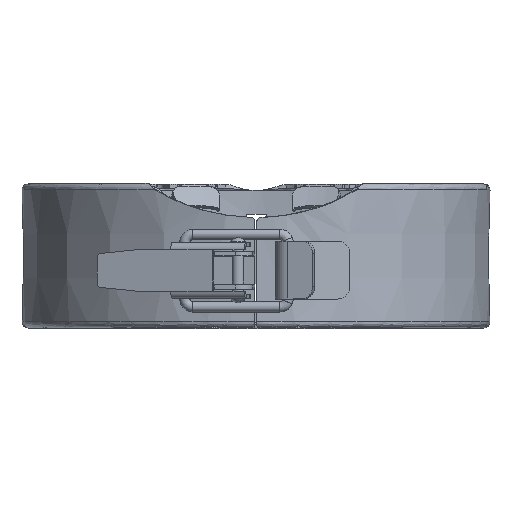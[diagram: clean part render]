
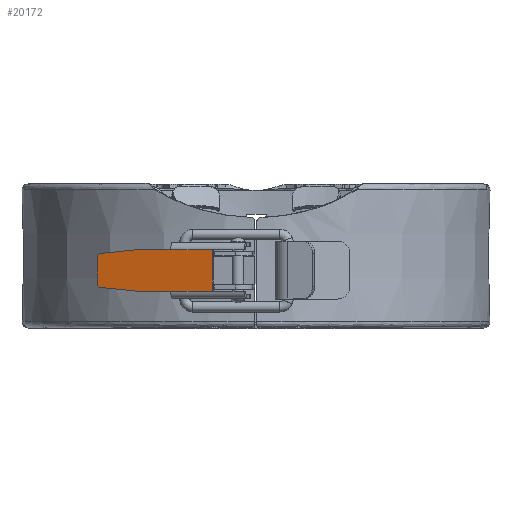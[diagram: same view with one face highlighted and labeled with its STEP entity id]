
A CAD part, top view. The second image highlights one B-rep face of the part: STEP entity #20172.
In plain terms, the highlighted planar face has unit normal (-0.276, 0, 0.961).
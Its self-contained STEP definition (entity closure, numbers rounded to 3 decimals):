
#145=PLANE('',#20941);
#411=CIRCLE('',#20942,1.);
#412=CIRCLE('',#20943,1.);
#1863=FACE_OUTER_BOUND('',#2956,.T.);
#2956=EDGE_LOOP('',(#17876,#17877,#17878,#17879,#17880,#17881,#17882,#17883,
#17884,#17885));
#4265=LINE('',#81303,#5599);
#4266=LINE('',#81305,#5600);
#4267=LINE('',#81307,#5601);
#4268=LINE('',#81309,#5602);
#4269=LINE('',#81311,#5603);
#4270=LINE('',#81315,#5604);
#4271=LINE('',#81319,#5605);
#4272=LINE('',#81320,#5606);
#5599=VECTOR('',#23622,1000.);
#5600=VECTOR('',#23623,1000.);
#5601=VECTOR('',#23624,1000.);
#5602=VECTOR('',#23625,1000.);
#5603=VECTOR('',#23626,1000.);
#5604=VECTOR('',#23629,1000.);
#5605=VECTOR('',#23632,1000.);
#5606=VECTOR('',#23633,1000.);
#8810=VERTEX_POINT('',#81301);
#8811=VERTEX_POINT('',#81302);
#8812=VERTEX_POINT('',#81304);
#8813=VERTEX_POINT('',#81306);
#8814=VERTEX_POINT('',#81308);
#8815=VERTEX_POINT('',#81310);
#8816=VERTEX_POINT('',#81312);
#8817=VERTEX_POINT('',#81314);
#8818=VERTEX_POINT('',#81316);
#8819=VERTEX_POINT('',#81318);
#11851=EDGE_CURVE('',#8810,#8811,#4265,.T.);
#11852=EDGE_CURVE('',#8810,#8812,#4266,.T.);
#11853=EDGE_CURVE('',#8812,#8813,#4267,.T.);
#11854=EDGE_CURVE('',#8813,#8814,#4268,.T.);
#11855=EDGE_CURVE('',#8814,#8815,#4269,.T.);
#11856=EDGE_CURVE('',#8815,#8816,#411,.T.);
#11857=EDGE_CURVE('',#8816,#8817,#4270,.T.);
#11858=EDGE_CURVE('',#8817,#8818,#412,.T.);
#11859=EDGE_CURVE('',#8818,#8819,#4271,.T.);
#11860=EDGE_CURVE('',#8819,#8811,#4272,.T.);
#17876=ORIENTED_EDGE('',*,*,#11851,.F.);
#17877=ORIENTED_EDGE('',*,*,#11852,.T.);
#17878=ORIENTED_EDGE('',*,*,#11853,.T.);
#17879=ORIENTED_EDGE('',*,*,#11854,.T.);
#17880=ORIENTED_EDGE('',*,*,#11855,.T.);
#17881=ORIENTED_EDGE('',*,*,#11856,.T.);
#17882=ORIENTED_EDGE('',*,*,#11857,.T.);
#17883=ORIENTED_EDGE('',*,*,#11858,.T.);
#17884=ORIENTED_EDGE('',*,*,#11859,.T.);
#17885=ORIENTED_EDGE('',*,*,#11860,.T.);
#20172=ADVANCED_FACE('',(#1863),#145,.T.);
#20941=AXIS2_PLACEMENT_3D('',#81300,#23620,#23621);
#20942=AXIS2_PLACEMENT_3D('',#81313,#23627,#23628);
#20943=AXIS2_PLACEMENT_3D('',#81317,#23630,#23631);
#23620=DIRECTION('center_axis',(-0.276,0.,
0.961));
#23621=DIRECTION('ref_axis',(0.961,0.,0.276));
#23622=DIRECTION('',(-0.961,0.,-0.276));
#23623=DIRECTION('',(0.,1.,0.));
#23624=DIRECTION('',(-0.961,0.,-0.276));
#23625=DIRECTION('',(-0.961,0.,-0.276));
#23626=DIRECTION('',(-0.956,-0.1,-0.275));
#23627=DIRECTION('center_axis',(-0.276,0.,
0.961));
#23628=DIRECTION('ref_axis',(-0.961,0.,-0.276));
#23629=DIRECTION('',(0.,-1.,0.));
#23630=DIRECTION('center_axis',(-0.276,0.,
0.961));
#23631=DIRECTION('ref_axis',(0.961,0.,0.276));
#23632=DIRECTION('',(0.956,-0.099,0.275));
#23633=DIRECTION('',(0.961,0.,0.276));
#81300=CARTESIAN_POINT('Origin',(420.793,96.048,1053.127));
#81301=CARTESIAN_POINT('',(415.988,80.981,1051.745));
#81302=CARTESIAN_POINT('',(405.897,80.98,1048.844));
#81303=CARTESIAN_POINT('',(420.794,80.981,1053.127));
#81304=CARTESIAN_POINT('',(415.988,90.981,1051.745));
#81305=CARTESIAN_POINT('',(415.988,80.981,1051.745));
#81306=CARTESIAN_POINT('',(405.897,90.98,1048.844));
#81307=CARTESIAN_POINT('',(420.793,90.981,1053.127));
#81308=CARTESIAN_POINT('',(397.728,90.98,1046.495));
#81309=CARTESIAN_POINT('',(397.728,90.98,1046.495));
#81310=CARTESIAN_POINT('',(388.983,90.07,1043.98));
#81311=CARTESIAN_POINT('',(388.983,90.07,1043.98));
#81312=CARTESIAN_POINT('',(388.117,89.075,1043.731));
#81313=CARTESIAN_POINT('Origin',(389.078,89.075,1044.008));
#81314=CARTESIAN_POINT('',(388.117,82.885,1043.731));
#81315=CARTESIAN_POINT('',(388.117,82.885,1043.731));
#81316=CARTESIAN_POINT('',(388.983,81.89,1043.98));
#81317=CARTESIAN_POINT('Origin',(389.079,82.885,1044.008));
#81318=CARTESIAN_POINT('',(397.728,80.98,1046.495));
#81319=CARTESIAN_POINT('',(388.983,81.89,1043.98));
#81320=CARTESIAN_POINT('',(397.728,80.98,1046.495));
